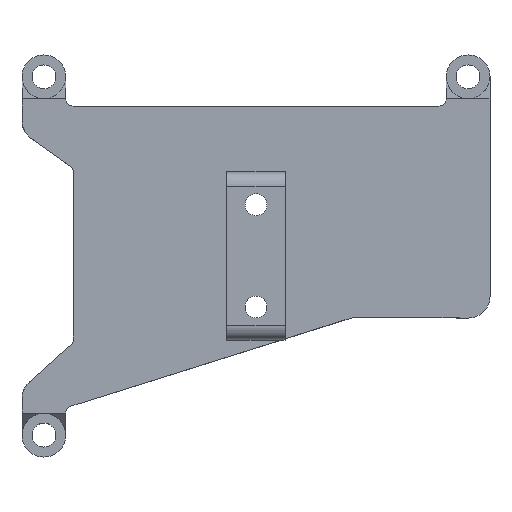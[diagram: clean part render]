
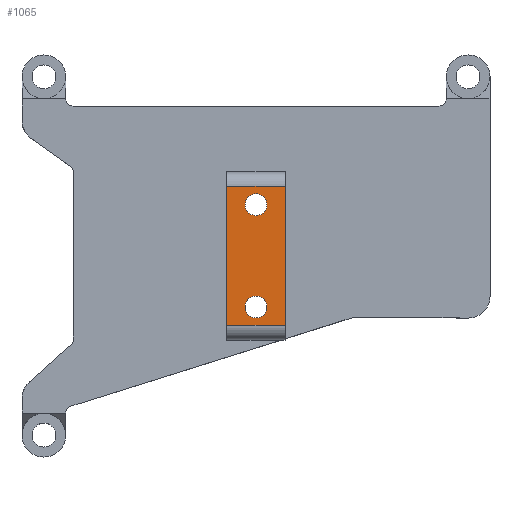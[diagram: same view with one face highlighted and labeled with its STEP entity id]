
A CAD part, top view. The second image highlights one B-rep face of the part: STEP entity #1065.
In plain terms, the highlighted planar face has unit normal (0, 0, 1).
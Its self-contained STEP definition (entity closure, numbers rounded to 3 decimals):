
#48=FACE_BOUND('',#185,.T.);
#49=FACE_BOUND('',#186,.T.);
#67=CIRCLE('',#1131,1.5);
#68=CIRCLE('',#1133,1.5);
#122=FACE_OUTER_BOUND('',#184,.T.);
#184=EDGE_LOOP('',(#767,#768,#769,#770));
#185=EDGE_LOOP('',(#771));
#186=EDGE_LOOP('',(#772));
#266=LINE('',#1617,#368);
#267=LINE('',#1623,#369);
#268=LINE('',#1627,#370);
#273=LINE('',#1639,#375);
#368=VECTOR('',#1271,10.);
#369=VECTOR('',#1278,10.);
#370=VECTOR('',#1285,10.);
#375=VECTOR('',#1300,10.);
#469=VERTEX_POINT('',#1615);
#470=VERTEX_POINT('',#1616);
#471=VERTEX_POINT('',#1621);
#472=VERTEX_POINT('',#1622);
#473=VERTEX_POINT('',#1631);
#474=VERTEX_POINT('',#1635);
#570=EDGE_CURVE('',#469,#470,#266,.T.);
#573=EDGE_CURVE('',#471,#472,#267,.T.);
#576=EDGE_CURVE('',#470,#471,#268,.T.);
#579=EDGE_CURVE('',#473,#473,#67,.T.);
#581=EDGE_CURVE('',#474,#474,#68,.T.);
#583=EDGE_CURVE('',#472,#469,#273,.T.);
#767=ORIENTED_EDGE('',*,*,#576,.T.);
#768=ORIENTED_EDGE('',*,*,#573,.T.);
#769=ORIENTED_EDGE('',*,*,#583,.T.);
#770=ORIENTED_EDGE('',*,*,#570,.T.);
#771=ORIENTED_EDGE('',*,*,#581,.T.);
#772=ORIENTED_EDGE('',*,*,#579,.T.);
#1026=PLANE('',#1135);
#1065=ADVANCED_FACE('',(#122,#48,#49),#1026,.T.);
#1131=AXIS2_PLACEMENT_3D('',#1632,#1290,#1291);
#1133=AXIS2_PLACEMENT_3D('',#1636,#1295,#1296);
#1135=AXIS2_PLACEMENT_3D('',#1642,#1303,#1304);
#1271=DIRECTION('',(1.,0.,0.));
#1278=DIRECTION('',(-1.,0.,0.));
#1285=DIRECTION('',(0.,1.,0.));
#1290=DIRECTION('center_axis',(0.,0.,-1.));
#1291=DIRECTION('ref_axis',(1.,0.,0.));
#1295=DIRECTION('center_axis',(0.,0.,-1.));
#1296=DIRECTION('ref_axis',(1.,0.,0.));
#1300=DIRECTION('',(0.,-1.,0.));
#1303=DIRECTION('center_axis',(0.,0.,1.));
#1304=DIRECTION('ref_axis',(1.,0.,0.));
#1615=CARTESIAN_POINT('',(-14.,-6.,14.5));
#1616=CARTESIAN_POINT('',(-6.,-6.,14.5));
#1617=CARTESIAN_POINT('',(-6.,-6.,14.5));
#1621=CARTESIAN_POINT('',(-6.,13.,14.5));
#1622=CARTESIAN_POINT('',(-14.,13.,14.5));
#1623=CARTESIAN_POINT('',(-6.,13.,14.5));
#1627=CARTESIAN_POINT('',(-6.,-5.5,14.5));
#1631=CARTESIAN_POINT('',(-11.5,10.5,14.5));
#1632=CARTESIAN_POINT('Origin',(-10.,10.5,14.5));
#1635=CARTESIAN_POINT('',(-11.5,-3.5,14.5));
#1636=CARTESIAN_POINT('Origin',(-10.,-3.5,14.5));
#1639=CARTESIAN_POINT('',(-14.,14.5,14.5));
#1642=CARTESIAN_POINT('Origin',(-10.,3.5,14.5));
